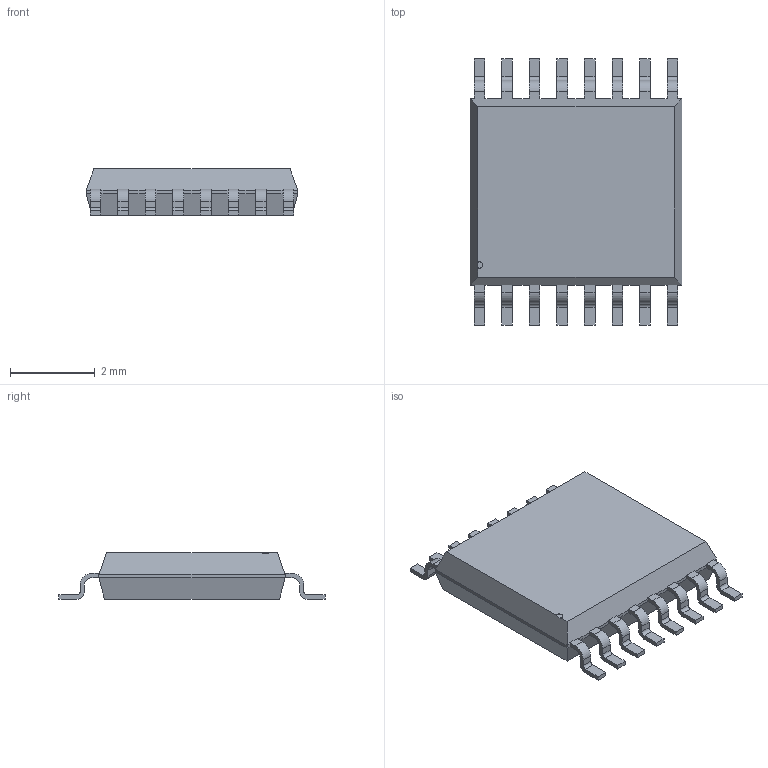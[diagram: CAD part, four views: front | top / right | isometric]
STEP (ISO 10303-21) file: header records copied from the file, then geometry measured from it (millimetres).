
FILE_DESCRIPTION (( 'STEP AP214' ), '1' );
FILE_NAME ('A05AF254-1D89-4438-840A-E9055A760F04.STEP', '2008-06-18T21:05:28', ( 'SysAdmin' ), ( 'SolidWorks' ), 'SwSTEP 2.0', 'SolidWorks 2008', '' );
FILE_SCHEMA (( 'AUTOMOTIVE_DESIGN' ));
Length unit declared in the file: millimetre
Products named in the file (1): A05AF254-1D89-4438-840A-E9055A760F04
Bounding box: 5 x 6.28 x 1.09 mm (x, y, z)
Volume: 23.1 mm3; surface area: 73.6 mm2
Topology: 1 solids, 1 shells, 241 faces, 677 edges, 438 vertices
Faces by surface type: plane 175, cylinder 66
Entity records: 8410 total; most frequent: CARTESIAN_POINT 1363, ORIENTED_EDGE 1354, DIRECTION 1291, EDGE_CURVE 677, VECTOR 543, LINE 543, VERTEX_POINT 438, AXIS2_PLACEMENT_3D 374
